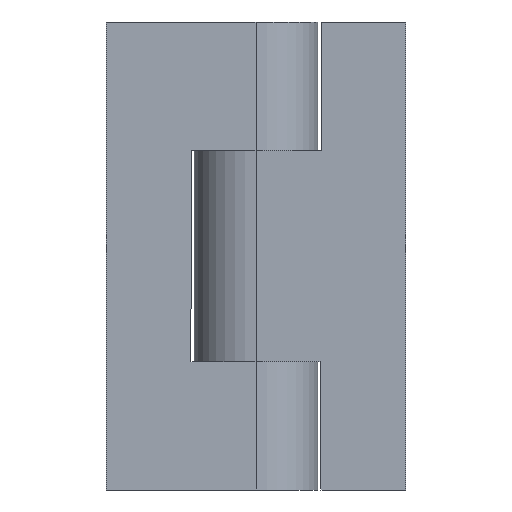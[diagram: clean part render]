
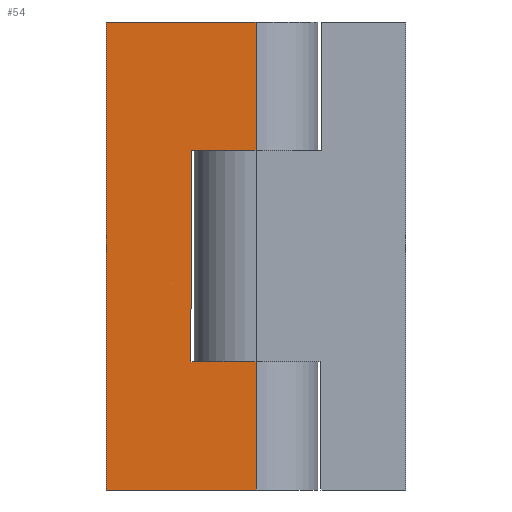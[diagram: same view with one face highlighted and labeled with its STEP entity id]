
A CAD part, front view. The second image highlights one B-rep face of the part: STEP entity #54.
In plain terms, the highlighted planar face has unit normal (0, -1, 0).
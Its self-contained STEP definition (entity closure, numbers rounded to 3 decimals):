
#20 = ORIENTED_EDGE ( 'NONE', *, *, #25, .T. ) ;
#22 = VERTEX_POINT ( 'NONE', #241 ) ;
#23 = VERTEX_POINT ( 'NONE', #240 ) ;
#25 = EDGE_CURVE ( 'NONE', #22, #52, #239, .T. ) ;
#26 = EDGE_CURVE ( 'NONE', #1378, #1445, #235, .T. ) ;
#47 = EDGE_LOOP ( 'NONE', ( #20, #68, #73, #49, #86, #87, #89, #90 ) ) ;
#49 = ORIENTED_EDGE ( 'NONE', *, *, #1381, .F. ) ;
#52 = VERTEX_POINT ( 'NONE', #265 ) ;
#54 = ADVANCED_FACE ( 'NONE', ( #264 ), #263, .F. ) ;
#68 = ORIENTED_EDGE ( 'NONE', *, *, #70, .T. ) ;
#70 = EDGE_CURVE ( 'NONE', #52, #1334, #318, .T. ) ;
#73 = ORIENTED_EDGE ( 'NONE', *, *, #1332, .F. ) ;
#86 = ORIENTED_EDGE ( 'NONE', *, *, #26, .T. ) ;
#87 = ORIENTED_EDGE ( 'NONE', *, *, #1444, .T. ) ;
#89 = ORIENTED_EDGE ( 'NONE', *, *, #1454, .F. ) ;
#90 = ORIENTED_EDGE ( 'NONE', *, *, #91, .T. ) ;
#91 = EDGE_CURVE ( 'NONE', #1459, #22, #302, .T. ) ;
#232 = DIRECTION ( 'NONE',  ( 0., 0., -1. ) ) ;
#233 = VECTOR ( 'NONE', #232, 1000. ) ;
#234 = CARTESIAN_POINT ( 'NONE',  ( -11.5, -4.75, 18. ) ) ;
#235 = LINE ( 'NONE', #234, #233 ) ;
#236 = DIRECTION ( 'NONE',  ( 0., 0., 1. ) ) ;
#237 = VECTOR ( 'NONE', #236, 1000. ) ;
#238 = CARTESIAN_POINT ( 'NONE',  ( -5., -4.75, 18. ) ) ;
#239 = LINE ( 'NONE', #238, #237 ) ;
#240 = CARTESIAN_POINT ( 'NONE',  ( 0., -4.75, -18. ) ) ;
#241 = CARTESIAN_POINT ( 'NONE',  ( -5., -4.75, -8.15 ) ) ;
#258 = DIRECTION ( 'NONE',  ( -1., 0., 0. ) ) ;
#259 = DIRECTION ( 'NONE',  ( 0., 1., 0. ) ) ;
#260 = CARTESIAN_POINT ( 'NONE',  ( 0., -4.75, 18. ) ) ;
#261 = AXIS2_PLACEMENT_3D ( 'NONE', #260, #259, #258 ) ;
#263 = PLANE ( 'NONE',  #261 ) ;
#264 = FACE_OUTER_BOUND ( 'NONE', #47, .T. ) ;
#265 = CARTESIAN_POINT ( 'NONE',  ( -5., -4.75, 8.15 ) ) ;
#295 = DIRECTION ( 'NONE',  ( -1., 0., 0. ) ) ;
#296 = VECTOR ( 'NONE', #295, 1000. ) ;
#297 = CARTESIAN_POINT ( 'NONE',  ( 0., -4.75, -8.15 ) ) ;
#302 = LINE ( 'NONE', #297, #296 ) ;
#315 = DIRECTION ( 'NONE',  ( 1., 0., 0. ) ) ;
#316 = VECTOR ( 'NONE', #315, 1000. ) ;
#317 = CARTESIAN_POINT ( 'NONE',  ( 0., -4.75, 8.15 ) ) ;
#318 = LINE ( 'NONE', #317, #316 ) ;
#523 = CARTESIAN_POINT ( 'NONE',  ( 0., -4.75, 8.15 ) ) ;
#524 = DIRECTION ( 'NONE',  ( 0., 0., -1. ) ) ;
#525 = VECTOR ( 'NONE', #524, 1000. ) ;
#526 = CARTESIAN_POINT ( 'NONE',  ( 0., -4.75, 18. ) ) ;
#527 = LINE ( 'NONE', #526, #525 ) ;
#555 = CARTESIAN_POINT ( 'NONE',  ( 0., -4.75, 18. ) ) ;
#633 = DIRECTION ( 'NONE',  ( 1., 0., 0. ) ) ;
#634 = VECTOR ( 'NONE', #633, 1000. ) ;
#635 = CARTESIAN_POINT ( 'NONE',  ( 0., -4.75, 18. ) ) ;
#636 = LINE ( 'NONE', #635, #634 ) ;
#639 = CARTESIAN_POINT ( 'NONE',  ( -11.5, -4.75, 18. ) ) ;
#742 = DIRECTION ( 'NONE',  ( 0., 0., -1. ) ) ;
#743 = VECTOR ( 'NONE', #742, 1000. ) ;
#744 = CARTESIAN_POINT ( 'NONE',  ( 0., -4.75, 18. ) ) ;
#745 = LINE ( 'NONE', #744, #743 ) ;
#754 = CARTESIAN_POINT ( 'NONE',  ( -11.5, -4.75, -18. ) ) ;
#755 = DIRECTION ( 'NONE',  ( 1., 0., 0. ) ) ;
#756 = VECTOR ( 'NONE', #755, 1000. ) ;
#757 = CARTESIAN_POINT ( 'NONE',  ( 0., -4.75, -18. ) ) ;
#758 = LINE ( 'NONE', #757, #756 ) ;
#792 = CARTESIAN_POINT ( 'NONE',  ( 0., -4.75, -8.15 ) ) ;
#1332 = EDGE_CURVE ( 'NONE', #1345, #1334, #527, .T. ) ;
#1334 = VERTEX_POINT ( 'NONE', #523 ) ;
#1345 = VERTEX_POINT ( 'NONE', #555 ) ;
#1378 = VERTEX_POINT ( 'NONE', #639 ) ;
#1381 = EDGE_CURVE ( 'NONE', #1378, #1345, #636, .T. ) ;
#1444 = EDGE_CURVE ( 'NONE', #1445, #23, #758, .T. ) ;
#1445 = VERTEX_POINT ( 'NONE', #754 ) ;
#1454 = EDGE_CURVE ( 'NONE', #1459, #23, #745, .T. ) ;
#1459 = VERTEX_POINT ( 'NONE', #792 ) ;
